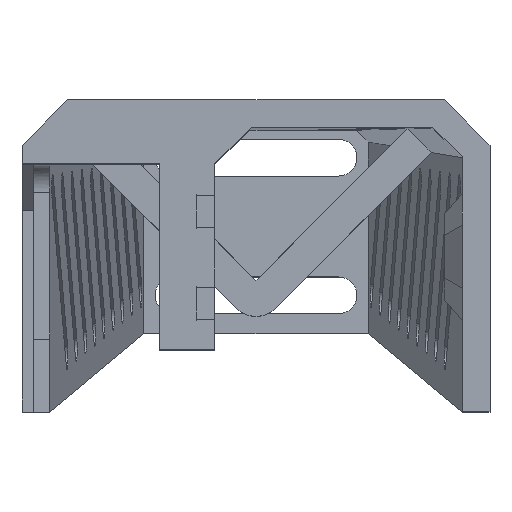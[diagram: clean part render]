
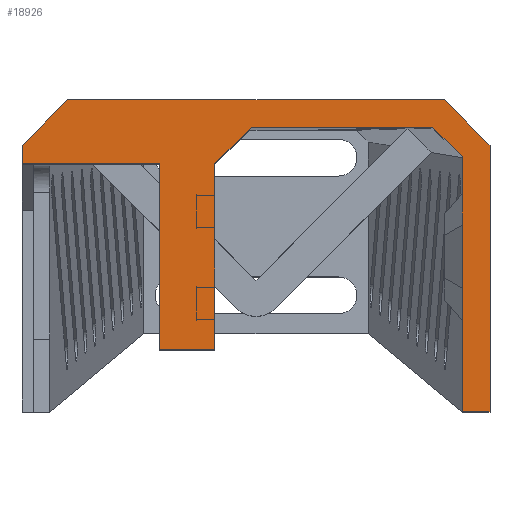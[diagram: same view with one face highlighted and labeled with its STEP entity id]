
A CAD part, top view. The second image highlights one B-rep face of the part: STEP entity #18926.
In plain terms, the highlighted face is planar.
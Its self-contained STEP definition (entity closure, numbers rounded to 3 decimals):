
#485=PLANE('',#20338);
#1107=FACE_OUTER_BOUND('',#2302,.T.);
#2302=EDGE_LOOP('',(#13889,#13890,#13891,#13892,#13893,#13894,#13895,#13896,
#13897,#13898,#13899,#13900,#13901,#13902));
#3482=LINE('',#28009,#5542);
#3632=LINE('',#28379,#5692);
#3636=LINE('',#28387,#5696);
#3639=LINE('',#28394,#5699);
#3643=LINE('',#28401,#5703);
#3654=LINE('',#28417,#5714);
#3894=LINE('',#29339,#5954);
#3903=LINE('',#29360,#5963);
#3904=LINE('',#29362,#5964);
#3905=LINE('',#29364,#5965);
#3906=LINE('',#29366,#5966);
#3907=LINE('',#29368,#5967);
#3908=LINE('',#29370,#5968);
#3909=LINE('',#29371,#5969);
#5542=VECTOR('',#22077,10.);
#5692=VECTOR('',#22395,10.);
#5696=VECTOR('',#22401,10.);
#5699=VECTOR('',#22406,10.);
#5703=VECTOR('',#22412,10.);
#5714=VECTOR('',#22427,10.);
#5954=VECTOR('',#23129,10.);
#5963=VECTOR('',#23154,10.);
#5964=VECTOR('',#23155,10.);
#5965=VECTOR('',#23156,10.);
#5966=VECTOR('',#23157,10.);
#5967=VECTOR('',#23158,10.);
#5968=VECTOR('',#23159,10.);
#5969=VECTOR('',#23160,10.);
#8390=VERTEX_POINT('',#28007);
#8391=VERTEX_POINT('',#28008);
#8526=VERTEX_POINT('',#28377);
#8527=VERTEX_POINT('',#28378);
#8530=VERTEX_POINT('',#28386);
#8532=VERTEX_POINT('',#28392);
#8533=VERTEX_POINT('',#28393);
#8538=VERTEX_POINT('',#28415);
#8989=VERTEX_POINT('',#29338);
#8994=VERTEX_POINT('',#29361);
#8995=VERTEX_POINT('',#29363);
#8996=VERTEX_POINT('',#29365);
#8997=VERTEX_POINT('',#29367);
#8998=VERTEX_POINT('',#29369);
#10140=EDGE_CURVE('',#8390,#8391,#3482,.T.);
#10322=EDGE_CURVE('',#8526,#8527,#3632,.T.);
#10326=EDGE_CURVE('',#8527,#8530,#3636,.T.);
#10329=EDGE_CURVE('',#8532,#8533,#3639,.T.);
#10333=EDGE_CURVE('',#8532,#8526,#3643,.T.);
#10344=EDGE_CURVE('',#8538,#8530,#3654,.T.);
#10805=EDGE_CURVE('',#8989,#8533,#3894,.T.);
#10816=EDGE_CURVE('',#8538,#8390,#3903,.T.);
#10817=EDGE_CURVE('',#8391,#8994,#3904,.T.);
#10818=EDGE_CURVE('',#8994,#8995,#3905,.T.);
#10819=EDGE_CURVE('',#8995,#8996,#3906,.T.);
#10820=EDGE_CURVE('',#8996,#8997,#3907,.T.);
#10821=EDGE_CURVE('',#8998,#8997,#3908,.T.);
#10822=EDGE_CURVE('',#8989,#8998,#3909,.T.);
#13889=ORIENTED_EDGE('',*,*,#10805,.T.);
#13890=ORIENTED_EDGE('',*,*,#10329,.F.);
#13891=ORIENTED_EDGE('',*,*,#10333,.T.);
#13892=ORIENTED_EDGE('',*,*,#10322,.T.);
#13893=ORIENTED_EDGE('',*,*,#10326,.T.);
#13894=ORIENTED_EDGE('',*,*,#10344,.F.);
#13895=ORIENTED_EDGE('',*,*,#10816,.T.);
#13896=ORIENTED_EDGE('',*,*,#10140,.T.);
#13897=ORIENTED_EDGE('',*,*,#10817,.T.);
#13898=ORIENTED_EDGE('',*,*,#10818,.T.);
#13899=ORIENTED_EDGE('',*,*,#10819,.T.);
#13900=ORIENTED_EDGE('',*,*,#10820,.T.);
#13901=ORIENTED_EDGE('',*,*,#10821,.F.);
#13902=ORIENTED_EDGE('',*,*,#10822,.F.);
#18926=ADVANCED_FACE('',(#1107),#485,.F.);
#20338=AXIS2_PLACEMENT_3D('',#29359,#23152,#23153);
#22077=DIRECTION('',(0.,0.,-1.));
#22395=DIRECTION('',(0.,0.,1.));
#22401=DIRECTION('',(0.707,0.,0.707));
#22406=DIRECTION('',(0.,0.,1.));
#22412=DIRECTION('',(1.,0.,0.));
#22427=DIRECTION('',(-1.,0.,0.));
#23129=DIRECTION('',(1.,0.,0.));
#23152=DIRECTION('center_axis',(0.,1.,0.));
#23153=DIRECTION('ref_axis',(1.,0.,0.));
#23154=DIRECTION('',(0.707,0.,-0.707));
#23155=DIRECTION('',(1.,0.,0.));
#23156=DIRECTION('',(0.,0.,1.));
#23157=DIRECTION('',(-0.707,0.,0.707));
#23158=DIRECTION('',(-1.,0.,0.));
#23159=DIRECTION('',(0.707,0.,0.707));
#23160=DIRECTION('',(0.,0.,1.));
#28007=CARTESIAN_POINT('',(22.5,0.,27.757));
#28008=CARTESIAN_POINT('',(22.5,0.,0.));
#28009=CARTESIAN_POINT('',(22.5,0.,23.));
#28377=CARTESIAN_POINT('',(-4.5,0.,6.8));
#28378=CARTESIAN_POINT('',(-4.5,0.,27.));
#28379=CARTESIAN_POINT('',(-4.5,0.,6.8));
#28386=CARTESIAN_POINT('',(-0.5,0.,31.));
#28387=CARTESIAN_POINT('',(-4.5,0.,27.));
#28392=CARTESIAN_POINT('',(-10.5,0.,6.8));
#28393=CARTESIAN_POINT('',(-10.5,0.,27.));
#28394=CARTESIAN_POINT('',(-10.5,0.,6.8));
#28401=CARTESIAN_POINT('',(-10.5,0.,6.8));
#28415=CARTESIAN_POINT('',(19.257,0.,31.));
#28417=CARTESIAN_POINT('',(-6.375,0.,31.));
#29338=CARTESIAN_POINT('',(-25.5,0.,27.));
#29339=CARTESIAN_POINT('',(-6.375,0.,27.));
#29359=CARTESIAN_POINT('Origin',(12.75,0.,17.));
#29360=CARTESIAN_POINT('',(20.691,0.,29.566));
#29361=CARTESIAN_POINT('',(25.5,0.,0.));
#29362=CARTESIAN_POINT('',(-25.5,0.,0.));
#29363=CARTESIAN_POINT('',(25.5,0.,29.));
#29364=CARTESIAN_POINT('',(25.5,0.,0.));
#29365=CARTESIAN_POINT('',(20.5,0.,34.));
#29366=CARTESIAN_POINT('',(25.5,0.,29.));
#29367=CARTESIAN_POINT('',(-20.5,0.,34.));
#29368=CARTESIAN_POINT('',(20.5,0.,34.));
#29369=CARTESIAN_POINT('',(-25.5,0.,29.));
#29370=CARTESIAN_POINT('',(-25.5,0.,29.));
#29371=CARTESIAN_POINT('',(-25.5,0.,0.));
